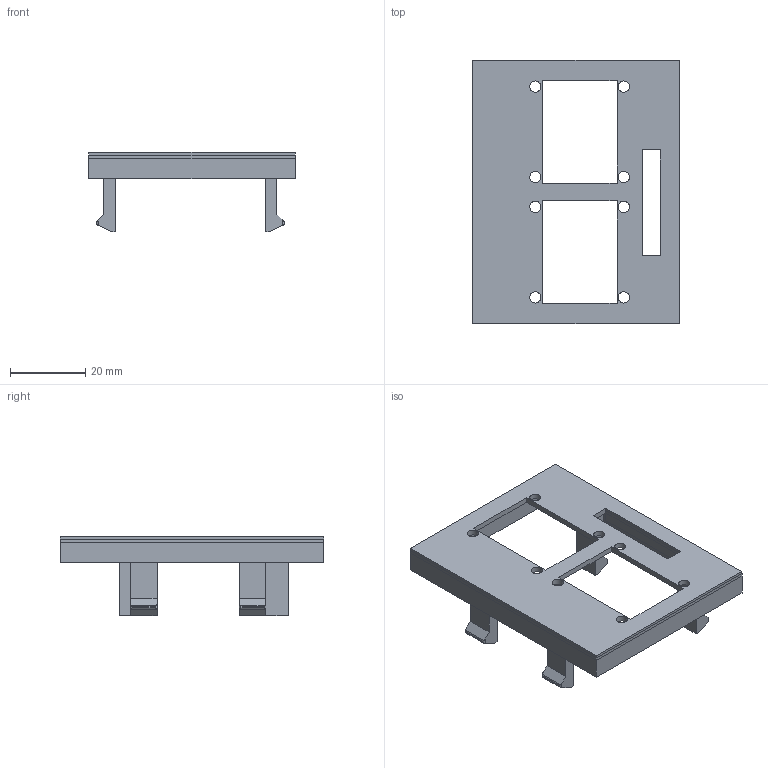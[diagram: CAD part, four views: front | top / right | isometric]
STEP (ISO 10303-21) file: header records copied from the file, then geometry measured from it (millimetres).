
FILE_DESCRIPTION(/* description */ (''),/* implementation_level */ '2;1');
FILE_NAME(/* name */ 'Top Box v8.step',/* time_stamp */ '2024-08-24T00:47:54-07:00',/* author */ (''),/* organization */ (''),/* preprocessor_version */ 'ST-DEVELOPER v20',/* originating_system */ 'Autodesk Translation Framework v13.14.0.145',/* authorisation */ '');
FILE_SCHEMA (('AUTOMOTIVE_DESIGN { 1 0 10303 214 3 1 1 }'));
Length unit declared in the file: millimetre
Products named in the file (1): Water Testing Box
Bounding box: 54.82 x 69.9 x 21.02 mm (x, y, z)
Volume: 11141.8 mm3; surface area: 14183 mm2
Topology: 2 solids, 2 shells, 138 faces, 407 edges, 271 vertices
Faces by surface type: plane 114, cylinder 24
Full cylindrical faces by diameter (mm): 3 x8
Entity records: 4645 total; most frequent: CARTESIAN_POINT 817, ORIENTED_EDGE 814, DIRECTION 733, EDGE_CURVE 407, LINE 359, VECTOR 359, VERTEX_POINT 271, AXIS2_PLACEMENT_3D 187
